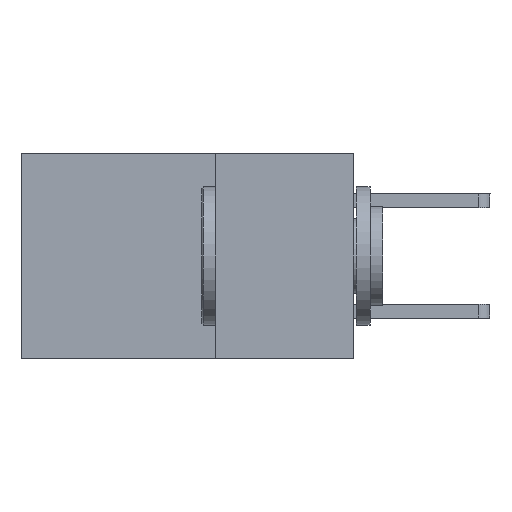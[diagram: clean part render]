
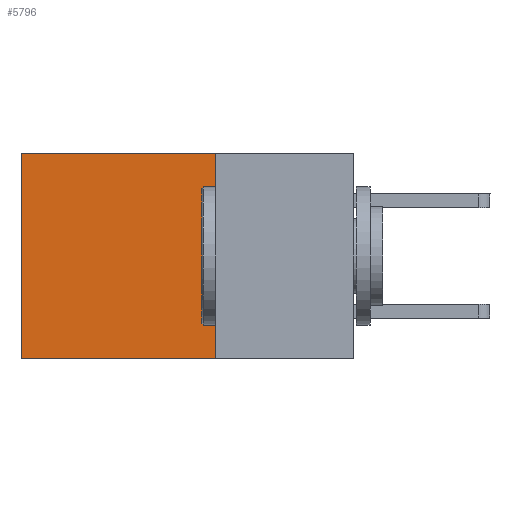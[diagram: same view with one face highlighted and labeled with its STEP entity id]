
A CAD part, left-side view. The second image highlights one B-rep face of the part: STEP entity #5796.
In plain terms, the highlighted planar face has unit normal (-1, 0, 0).
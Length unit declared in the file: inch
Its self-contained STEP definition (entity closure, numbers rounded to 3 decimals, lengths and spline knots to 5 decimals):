
#51 = EDGE_CURVE ( 'NONE', #2802, #11041, #9341, .T. ) ;
#512 = ORIENTED_EDGE ( 'NONE', *, *, #51, .T. ) ;
#854 = DIRECTION ( 'NONE',  ( 0., 1., 0. ) ) ;
#890 = CARTESIAN_POINT ( 'NONE',  ( 0.2875, 0.6, 0. ) ) ;
#1024 = PLANE ( 'NONE',  #9262 ) ;
#1055 = CARTESIAN_POINT ( 'NONE',  ( 0.2875, 0.25, -0.37 ) ) ;
#1180 = CARTESIAN_POINT ( 'NONE',  ( 0.2875, 0.6, 0. ) ) ;
#1807 = CARTESIAN_POINT ( 'NONE',  ( 0.2875, 0.6, -0.37 ) ) ;
#1852 = CARTESIAN_POINT ( 'NONE',  ( 0.2875, 0.25, 0. ) ) ;
#2308 = EDGE_LOOP ( 'NONE', ( #11778, #4788, #12855, #512 ) ) ;
#2516 = VERTEX_POINT ( 'NONE', #1055 ) ;
#2802 = VERTEX_POINT ( 'NONE', #9922 ) ;
#3137 = EDGE_CURVE ( 'NONE', #11041, #8610, #4461, .T. ) ;
#3512 = LINE ( 'NONE', #7346, #11650 ) ;
#3983 = LINE ( 'NONE', #1852, #7423 ) ;
#4461 = LINE ( 'NONE', #890, #7706 ) ;
#4788 = ORIENTED_EDGE ( 'NONE', *, *, #7047, .F. ) ;
#5190 = DIRECTION ( 'NONE',  ( 0., 0., -1. ) ) ;
#5261 = VECTOR ( 'NONE', #5669, 39.37008 ) ;
#5669 = DIRECTION ( 'NONE',  ( 0., 1., 0. ) ) ;
#5796 = ADVANCED_FACE ( 'NONE', ( #13053 ), #1024, .F. ) ;
#7047 = EDGE_CURVE ( 'NONE', #2516, #8610, #3512, .T. ) ;
#7346 = CARTESIAN_POINT ( 'NONE',  ( 0.2875, 0.25, -0.37 ) ) ;
#7423 = VECTOR ( 'NONE', #13739, 39.37008 ) ;
#7706 = VECTOR ( 'NONE', #10509, 39.37008 ) ;
#7816 = CARTESIAN_POINT ( 'NONE',  ( 0.2875, 0.25, 0. ) ) ;
#8610 = VERTEX_POINT ( 'NONE', #1807 ) ;
#9262 = AXIS2_PLACEMENT_3D ( 'NONE', #13815, #11693, #5190 ) ;
#9341 = LINE ( 'NONE', #7816, #5261 ) ;
#9922 = CARTESIAN_POINT ( 'NONE',  ( 0.2875, 0.25, 0. ) ) ;
#10509 = DIRECTION ( 'NONE',  ( 0., 0., -1. ) ) ;
#11041 = VERTEX_POINT ( 'NONE', #1180 ) ;
#11650 = VECTOR ( 'NONE', #854, 39.37008 ) ;
#11693 = DIRECTION ( 'NONE',  ( 1., 0., 0. ) ) ;
#11778 = ORIENTED_EDGE ( 'NONE', *, *, #3137, .T. ) ;
#12855 = ORIENTED_EDGE ( 'NONE', *, *, #14006, .F. ) ;
#13053 = FACE_OUTER_BOUND ( 'NONE', #2308, .T. ) ;
#13739 = DIRECTION ( 'NONE',  ( 0., 0., -1. ) ) ;
#13815 = CARTESIAN_POINT ( 'NONE',  ( 0.2875, 0.25, 0. ) ) ;
#14006 = EDGE_CURVE ( 'NONE', #2802, #2516, #3983, .T. ) ;
